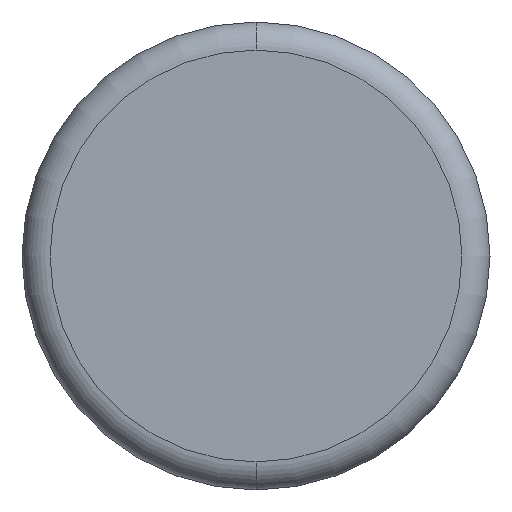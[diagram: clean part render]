
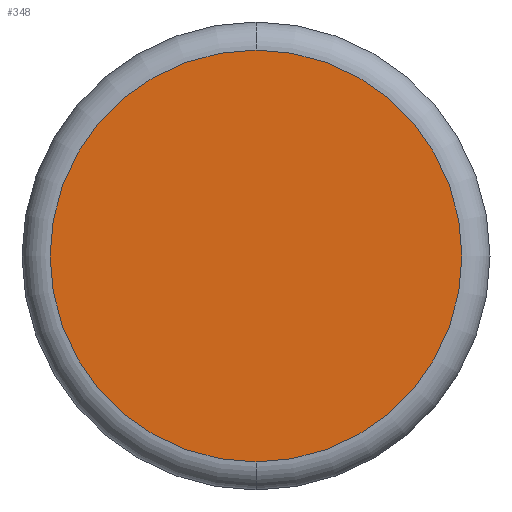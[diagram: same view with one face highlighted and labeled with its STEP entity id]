
A CAD part, front view. The second image highlights one B-rep face of the part: STEP entity #348.
In plain terms, the highlighted planar face has unit normal (0, -1, 0).
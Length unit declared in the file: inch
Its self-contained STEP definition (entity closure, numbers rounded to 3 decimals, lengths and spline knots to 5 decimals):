
#29 = EDGE_CURVE ( 'NONE', #357, #100, #141, .T. ) ;
#47 = DIRECTION ( 'NONE',  ( 0., -1., 0. ) ) ;
#87 = ORIENTED_EDGE ( 'NONE', *, *, #29, .T. ) ;
#100 = VERTEX_POINT ( 'NONE', #505 ) ;
#102 = CIRCLE ( 'NONE', #180, 0.44 ) ;
#141 = CIRCLE ( 'NONE', #224, 0.44 ) ;
#180 = AXIS2_PLACEMENT_3D ( 'NONE', #307, #349, #182 ) ;
#182 = DIRECTION ( 'NONE',  ( 0., 0., -1. ) ) ;
#208 = DIRECTION ( 'NONE',  ( 0., 0., -1. ) ) ;
#215 = ORIENTED_EDGE ( 'NONE', *, *, #535, .T. ) ;
#216 = DIRECTION ( 'NONE',  ( 0., -1., 0. ) ) ;
#217 = EDGE_LOOP ( 'NONE', ( #215, #87 ) ) ;
#221 = DIRECTION ( 'NONE',  ( 0., 0., -1. ) ) ;
#224 = AXIS2_PLACEMENT_3D ( 'NONE', #321, #216, #208 ) ;
#258 = FACE_OUTER_BOUND ( 'NONE', #217, .T. ) ;
#307 = CARTESIAN_POINT ( 'NONE',  ( 0., 0., 0. ) ) ;
#321 = CARTESIAN_POINT ( 'NONE',  ( 0., 0., 0. ) ) ;
#348 = ADVANCED_FACE ( 'NONE', ( #258 ), #417, .T. ) ;
#349 = DIRECTION ( 'NONE',  ( 0., -1., 0. ) ) ;
#357 = VERTEX_POINT ( 'NONE', #380 ) ;
#380 = CARTESIAN_POINT ( 'NONE',  ( 0., 0., 0.44 ) ) ;
#386 = AXIS2_PLACEMENT_3D ( 'NONE', #425, #47, #221 ) ;
#417 = PLANE ( 'NONE',  #386 ) ;
#425 = CARTESIAN_POINT ( 'NONE',  ( 0., 0., 0. ) ) ;
#505 = CARTESIAN_POINT ( 'NONE',  ( 0., 0., -0.44 ) ) ;
#535 = EDGE_CURVE ( 'NONE', #100, #357, #102, .T. ) ;
